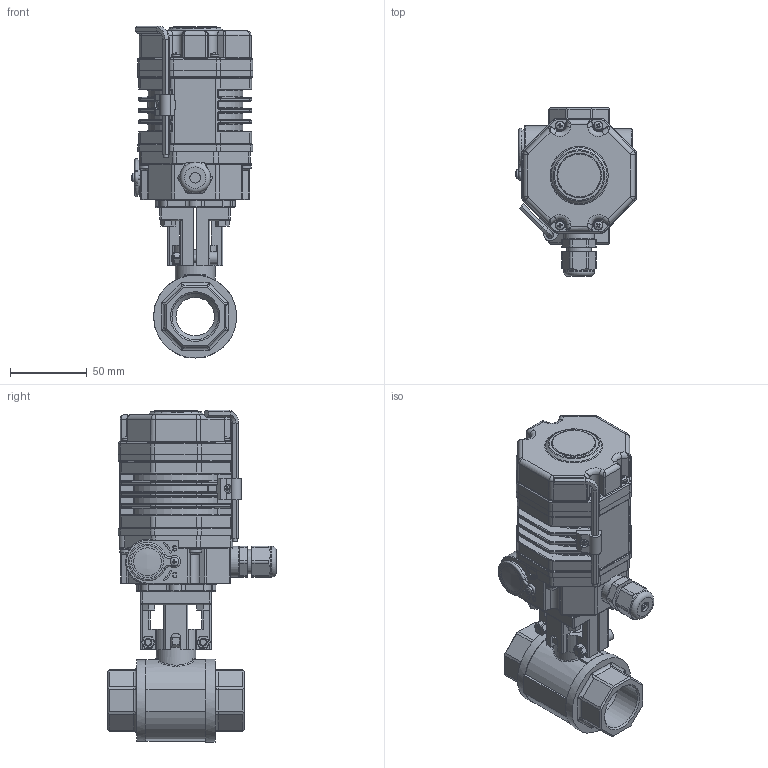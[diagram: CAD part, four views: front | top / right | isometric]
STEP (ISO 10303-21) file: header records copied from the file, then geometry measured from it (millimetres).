
FILE_DESCRIPTION(/* description */ ('Unknown'),/* implementation_level */ '2;1');
FILE_NAME(/* name */ 'AE03 852-06',/* time_stamp */ '2022-10-20T08:55:01+02:00',/* author */ ('Unknown'),/* organization */ ('Unknown'),/* preprocessor_version */ 'ST-DEVELOPER v16.7',/* originating_system */ 'Solid Edge',/* authorisation */ 'Unknown');
FILE_SCHEMA (('AUTOMOTIVE_DESIGN { 1 0 10303 214 3 1 1 }','AUTOMOTIVE_DESIGN {1 0 10303 214 3 1 1}'));
Products named in the file (33): AE20-2.852.025; 2.852.025; Befestigungsflansch_F05; DIN912_M5x25; DIN934_M5; DIN558 M5x14; AE03_(AE24); 狟粣創杶; BQ02-036 忒梟裔; 躇猾祧菜; 52.5萇儂褲; BQ02萇ァ裔B; 躇猾菜; 售忒釱; 售忒; 坋趼蹟隊M4X16; 坋趼蹟隊M4X16_GB_CROSS_SCREWS_TYPE1 M4X12-12  H type-N; 粟菜 4_GB_FASTENER_WASHER_SSWL 4; す菜 4_GB_FASTENER_WASHER_PWSA 4; 坋趼蹟隊M3X14; 坋趼蹟隊M3X14_GB_CROSS_SCREWS_TYPE1 M3X14-14  H type-N; 粟菜 3_GB_FASTENER_WASHER_SSWL 3; す菜 3_GB_FASTENER_WASHER_PWSA 3; 坋趼蹟隊M3X8_GB_CROSS_SCREWS_TYPE1 M3X14-14  H type-N; 坋趼蹟隊M3X6_GB_CROSS_SCREWS_TYPE1 M3X14-14  H type-N; 硌尨攫; 硌渀; BQ02硌尨敦B; zz喘謫眊; ZZ倰堤薯粣; TC20X28X6; 盄坶1; 盄坶2
Assembly tree (46 placements, depth 4):
  AE20-2.852.025
    2.852.025
    Befestigungsflansch_F05  x2
    DIN912_M5x25  x2
    DIN934_M5  x2
    DIN558 M5x14  x4
    AE03_(AE24)
      狟粣創杶
      BQ02-036 忒梟裔
      躇猾祧菜
      52.5萇儂褲
      BQ02萇ァ裔B
      躇猾菜
      售忒釱
      售忒
      坋趼蹟隊M4X16  x4
        坋趼蹟隊M4X16_GB_CROSS_SCREWS_TYPE1 M4X12-12  H type-N
        粟菜 4_GB_FASTENER_WASHER_SSWL 4
        す菜 4_GB_FASTENER_WASHER_PWSA 4
      坋趼蹟隊M3X14  x4
        坋趼蹟隊M3X14_GB_CROSS_SCREWS_TYPE1 M3X14-14  H type-N
        粟菜 3_GB_FASTENER_WASHER_SSWL 3
        す菜 3_GB_FASTENER_WASHER_PWSA 3
      坋趼蹟隊M3X8_GB_CROSS_SCREWS_TYPE1 M3X14-14  H type-N  x2
      坋趼蹟隊M3X6_GB_CROSS_SCREWS_TYPE1 M3X14-14  H type-N  x2
      硌尨攫
      硌渀
      BQ02硌尨敦B
      zz喘謫眊
      ZZ倰堤薯粣
      TC20X28X6
      盄坶1
      盄坶2
Bounding box: 79.12 x 110 x 216.35 mm (x, y, z)
Volume: 389222.2 mm3; surface area: 169491.3 mm2
Topology: 55 solids, 72 shells, 2782 faces, 6679 edges, 4053 vertices
Faces by surface type: plane 1073, cylinder 1009, torus 424, bspline 146, sphere 75, cone 55
Full cylindrical faces by diameter (mm): 2.5 x14, 3 x8, 3.102 x1, 3.2 x5, 3.3 x16, 3.4 x4, 3.5 x10, 4 x14, 4.134 x4, 4.3 x4, 4.4 x4, 4.5 x4, 4.7 x2, 5 x18, 5.4 x4, 5.6 x8, 6 x10, 6.8 x4, 7 x2, 8 x8, 8.5 x2, 11 x2, 11.8 x1, 13 x2, 16 x5, 18 x1, 20 x6, 21 x1, 22.4 x1, 22.6 x2
Entity records: 76900 total; most frequent: CARTESIAN_POINT 17314, DIRECTION 12379, ORIENTED_EDGE 11012, EDGE_CURVE 5506, AXIS2_PLACEMENT_3D 4997, VERTEX_POINT 3453, FACE_BOUND 2799, EDGE_LOOP 2782
